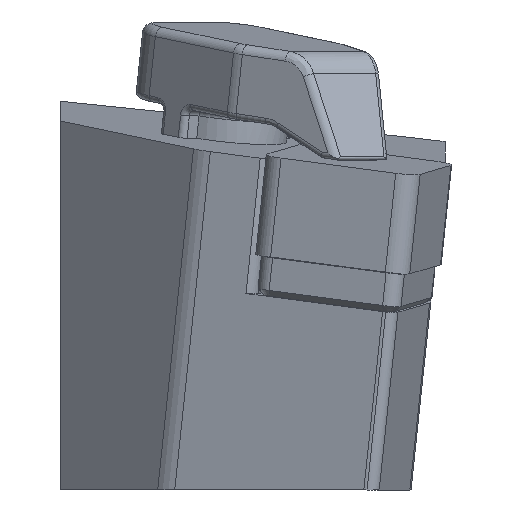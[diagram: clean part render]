
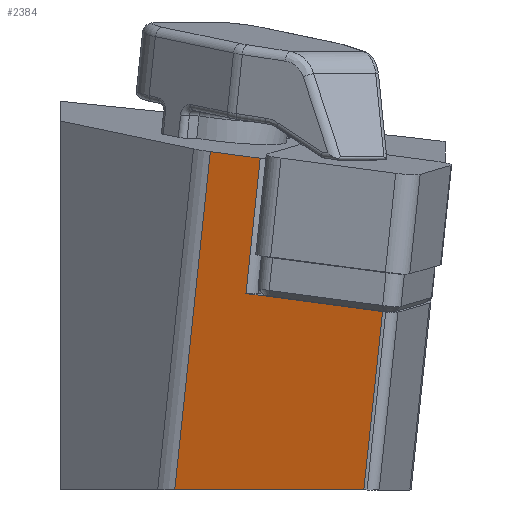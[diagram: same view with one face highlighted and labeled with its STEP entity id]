
A CAD part, left-side view. The second image highlights one B-rep face of the part: STEP entity #2384.
In plain terms, the highlighted planar face has unit normal (-0.963, 0.258, -0.075).
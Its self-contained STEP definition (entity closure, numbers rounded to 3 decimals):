
#81 = LINE ( 'NONE', #6406, #271 ) ;
#271 = VECTOR ( 'NONE', #7548, 1000. ) ;
#302 = DIRECTION ( 'NONE',  ( -0.105, -0.104, 0.989 ) ) ;
#522 = LINE ( 'NONE', #6078, #1020 ) ;
#536 = CARTESIAN_POINT ( 'NONE',  ( -19.251, -35.941, 230.344 ) ) ;
#636 = CARTESIAN_POINT ( 'NONE',  ( 2.203, -25.641, -10.8 ) ) ;
#666 = CARTESIAN_POINT ( 'NONE',  ( 7.735, -9.103, -25. ) ) ;
#756 = EDGE_CURVE ( 'NONE', #6857, #3814, #7135, .T. ) ;
#822 = EDGE_CURVE ( 'NONE', #4002, #6349, #522, .T. ) ;
#969 = DIRECTION ( 'NONE',  ( -0.259, -0.966, 0. ) ) ;
#1020 = VECTOR ( 'NONE', #302, 1000. ) ;
#1351 = EDGE_CURVE ( 'NONE', #6848, #4002, #1352, .T. ) ;
#1352 = LINE ( 'NONE', #1532, #7830 ) ;
#1509 = EDGE_CURVE ( 'NONE', #6848, #3814, #81, .T. ) ;
#1532 = CARTESIAN_POINT ( 'NONE',  ( 6.027, -10.802, -8.836 ) ) ;
#1534 = ORIENTED_EDGE ( 'NONE', *, *, #1351, .T. ) ;
#1994 = VERTEX_POINT ( 'NONE', #7729 ) ;
#2384 = ADVANCED_FACE ( 'NONE', ( #4504 ), #4908, .F. ) ;
#2854 = CARTESIAN_POINT ( 'NONE',  ( 9.492, -2.543, -25. ) ) ;
#3035 = DIRECTION ( 'NONE',  ( 0.963, -0.258, 0.075 ) ) ;
#3149 = VECTOR ( 'NONE', #3583, 1000. ) ;
#3175 = VECTOR ( 'NONE', #969, 1000. ) ;
#3338 = LINE ( 'NONE', #5785, #6886 ) ;
#3583 = DIRECTION ( 'NONE',  ( 0.105, 0.104, -0.989 ) ) ;
#3654 = DIRECTION ( 'NONE',  ( 0.259, 0.966, 0. ) ) ;
#3814 = VERTEX_POINT ( 'NONE', #4862 ) ;
#3897 = AXIS2_PLACEMENT_3D ( 'NONE', #536, #3035, #3654 ) ;
#3910 = ORIENTED_EDGE ( 'NONE', *, *, #5609, .T. ) ;
#4002 = VERTEX_POINT ( 'NONE', #6982 ) ;
#4200 = ORIENTED_EDGE ( 'NONE', *, *, #5818, .T. ) ;
#4211 = ORIENTED_EDGE ( 'NONE', *, *, #756, .T. ) ;
#4408 = CARTESIAN_POINT ( 'NONE',  ( 3.868, -15.898, 1.4 ) ) ;
#4504 = FACE_OUTER_BOUND ( 'NONE', #7496, .T. ) ;
#4862 = CARTESIAN_POINT ( 'NONE',  ( 3.704, -24.148, -25. ) ) ;
#4908 = PLANE ( 'NONE',  #3897 ) ;
#4983 = ORIENTED_EDGE ( 'NONE', *, *, #822, .T. ) ;
#5174 = ORIENTED_EDGE ( 'NONE', *, *, #1509, .F. ) ;
#5609 = EDGE_CURVE ( 'NONE', #6349, #1994, #3338, .T. ) ;
#5785 = CARTESIAN_POINT ( 'NONE',  ( 7.366, -2.321, 3.197 ) ) ;
#5818 = EDGE_CURVE ( 'NONE', #1994, #6857, #7777, .T. ) ;
#5966 = DIRECTION ( 'NONE',  ( 0.247, 0.961, 0.127 ) ) ;
#6078 = CARTESIAN_POINT ( 'NONE',  ( 3.184, -16.578, 7.867 ) ) ;
#6349 = VERTEX_POINT ( 'NONE', #4408 ) ;
#6406 = CARTESIAN_POINT ( 'NONE',  ( -23.074, -50.78, 228.381 ) ) ;
#6699 = CARTESIAN_POINT ( 'NONE',  ( -19.251, -35.941, 230.344 ) ) ;
#6848 = VERTEX_POINT ( 'NONE', #636 ) ;
#6857 = VERTEX_POINT ( 'NONE', #666 ) ;
#6886 = VECTOR ( 'NONE', #7036, 1000. ) ;
#6982 = CARTESIAN_POINT ( 'NONE',  ( 5.005, -14.767, -9.361 ) ) ;
#7036 = DIRECTION ( 'NONE',  ( 0.247, 0.961, 0.127 ) ) ;
#7135 = LINE ( 'NONE', #2854, #3175 ) ;
#7496 = EDGE_LOOP ( 'NONE', ( #1534, #4983, #3910, #4200, #4211, #5174 ) ) ;
#7548 = DIRECTION ( 'NONE',  ( 0.105, 0.104, -0.989 ) ) ;
#7729 = CARTESIAN_POINT ( 'NONE',  ( 4.889, -11.933, 1.925 ) ) ;
#7777 = LINE ( 'NONE', #6699, #3149 ) ;
#7830 = VECTOR ( 'NONE', #5966, 1000. ) ;
